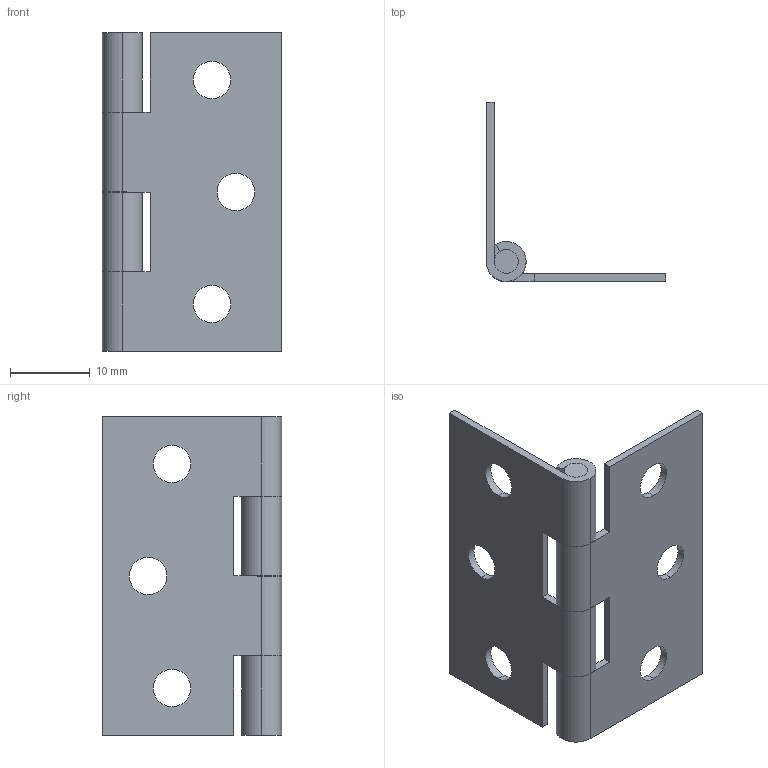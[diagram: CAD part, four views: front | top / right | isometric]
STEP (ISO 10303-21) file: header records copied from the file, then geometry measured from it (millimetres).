
FILE_DESCRIPTION (( 'STEP AP214' ), '1' );
FILE_NAME ('Hinge 40x40.STEP', '2015-10-26T08:14:47', ( '' ), ( '' ), 'SwSTEP 2.0', 'SolidWorks 2015', '' );
FILE_SCHEMA (( 'AUTOMOTIVE_DESIGN' ));
Length unit declared in the file: millimetre
Products named in the file (3): Hinge part 40x40; Hinge 40x40; Pin 3x40
Assembly tree (3 placements, depth 2):
  Hinge 40x40
    Hinge part 40x40  x2
    Pin 3x40
Bounding box: 22.5 x 22.5 x 40 mm (x, y, z)
Volume: 2059.2 mm3; surface area: 4370.7 mm2
Topology: 3 solids, 3 shells, 64 faces, 174 edges, 116 vertices
Faces by surface type: cylinder 38, plane 26
Entity records: 1204 total; most frequent: DIRECTION 210, CARTESIAN_POINT 190, ORIENTED_EDGE 180, EDGE_CURVE 90, AXIS2_PLACEMENT_3D 80, VERTEX_POINT 60, VECTOR 50, LINE 50
